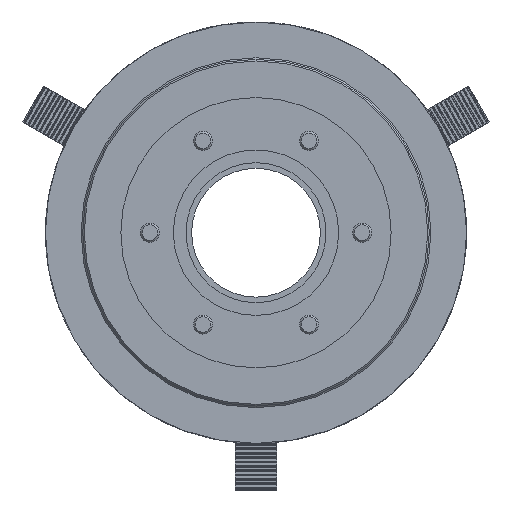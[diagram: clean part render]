
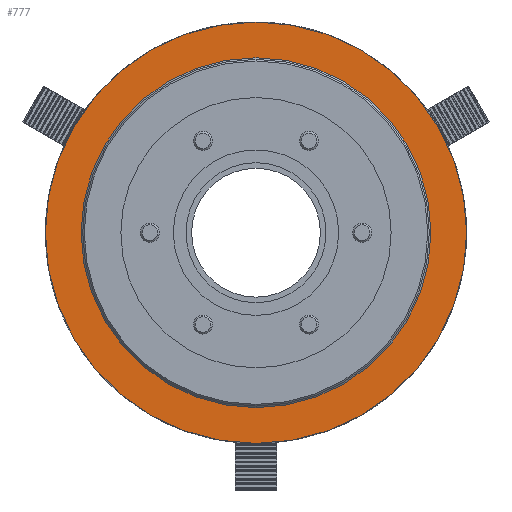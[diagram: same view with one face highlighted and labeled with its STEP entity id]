
A CAD part, front view. The second image highlights one B-rep face of the part: STEP entity #777.
In plain terms, the highlighted planar face has unit normal (0, -1, 0).
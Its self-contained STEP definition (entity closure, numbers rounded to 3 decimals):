
#777 = ADVANCED_FACE( '', ( #1825, #1826 ), #1827, .F. );
#1825 = FACE_BOUND( '', #3183, .T. );
#1826 = FACE_OUTER_BOUND( '', #3184, .T. );
#1827 = PLANE( '', #3185 );
#3183 = EDGE_LOOP( '', ( #5292 ) );
#3184 = EDGE_LOOP( '', ( #5293 ) );
#3185 = AXIS2_PLACEMENT_3D( '', #5294, #5295, #5296 );
#5292 = ORIENTED_EDGE( '', *, *, #8011, .F. );
#5293 = ORIENTED_EDGE( '', *, *, #8222, .T. );
#5294 = CARTESIAN_POINT( '', ( 132.5, 0., 0. ) );
#5295 = DIRECTION( '', ( 0., 1., 0. ) );
#5296 = DIRECTION( '', ( 0., 0., 1. ) );
#8011 = EDGE_CURVE( '', #9689, #9689, #9690, .T. );
#8222 = EDGE_CURVE( '', #10025, #10025, #10026, .T. );
#9689 = VERTEX_POINT( '', #12022 );
#9690 = CIRCLE( '', #12023, 110. );
#10025 = VERTEX_POINT( '', #12465 );
#10026 = CIRCLE( '', #12466, 132.5 );
#12022 = CARTESIAN_POINT( '', ( 0., 0., -110. ) );
#12023 = AXIS2_PLACEMENT_3D( '', #14426, #14427, #14428 );
#12465 = CARTESIAN_POINT( '', ( 0., 0., -132.5 ) );
#12466 = AXIS2_PLACEMENT_3D( '', #14758, #14759, #14760 );
#14426 = CARTESIAN_POINT( '', ( 0., 0., 0. ) );
#14427 = DIRECTION( '', ( 0., -1., 0. ) );
#14428 = DIRECTION( '', ( 0., 0., -1. ) );
#14758 = CARTESIAN_POINT( '', ( 0., 0., 0. ) );
#14759 = DIRECTION( '', ( 0., -1., 0. ) );
#14760 = DIRECTION( '', ( 0., 0., -1. ) );
